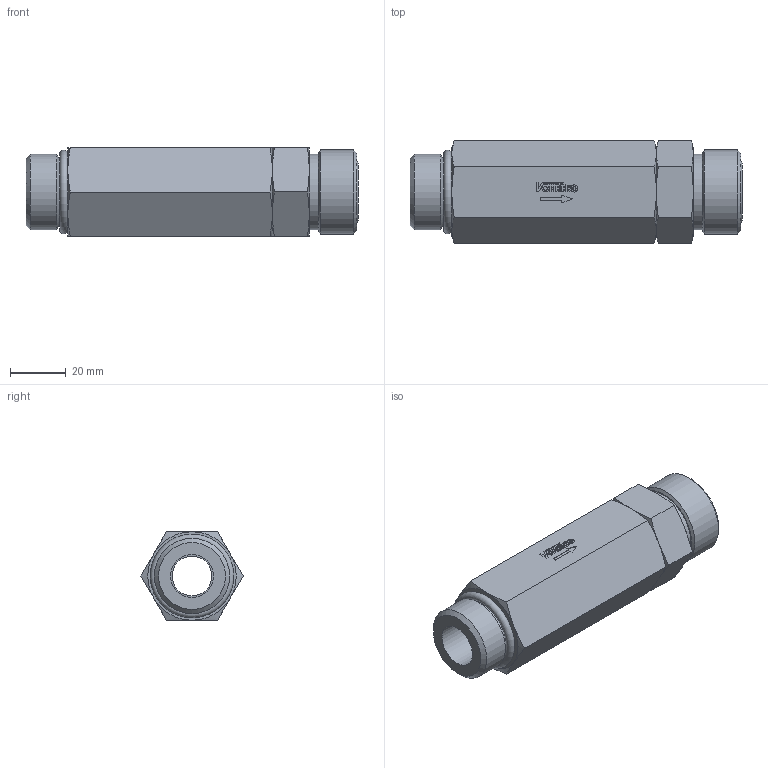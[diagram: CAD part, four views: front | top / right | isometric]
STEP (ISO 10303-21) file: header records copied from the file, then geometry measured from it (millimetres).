
FILE_DESCRIPTION((''),'2;1');
FILE_NAME('10414-812.stp','2015-01-02T15:26:39',('jml'),(''),'Autodesk Inventor 2010','Autodesk Inventor 2010','');
FILE_SCHEMA(('AUTOMOTIVE_DESIGN { 1 0 10303 214 1 1 1 1 }'));
Length unit declared in the file: inch
Products named in the file (4): 10414-812; 320087; 990289; 912 O-RING
Assembly tree (3 placements, depth 2):
  10414-812
    320087
    990289
    912 O-RING
Bounding box: 119.09 x 36.66 x 31.75 mm (x, y, z)
Volume: 73238.3 mm3; surface area: 25688.7 mm2
Topology: 5 solids, 5 shells, 170 faces, 398 edges, 254 vertices
Faces by surface type: plane 108, cone 32, cylinder 26, torus 4
Full cylindrical faces by diameter (mm): 1.392 x1, 14.275 x1, 15.469 x1, 17.704 x1, 22.276 x1, 24.054 x2, 24.689 x1, 26.975 x2, 27.178 x1, 30.15 x1
Entity records: 4809 total; most frequent: CARTESIAN_POINT 900, DIRECTION 772, ORIENTED_EDGE 750, EDGE_CURVE 375, AXIS2_PLACEMENT_3D 268, VERTEX_POINT 252, VECTOR 236, LINE 236
